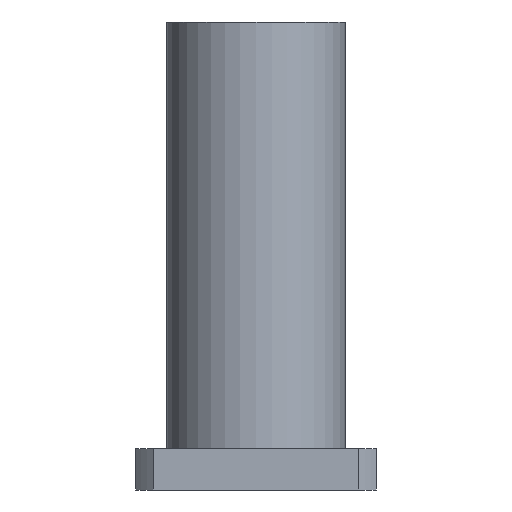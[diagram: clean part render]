
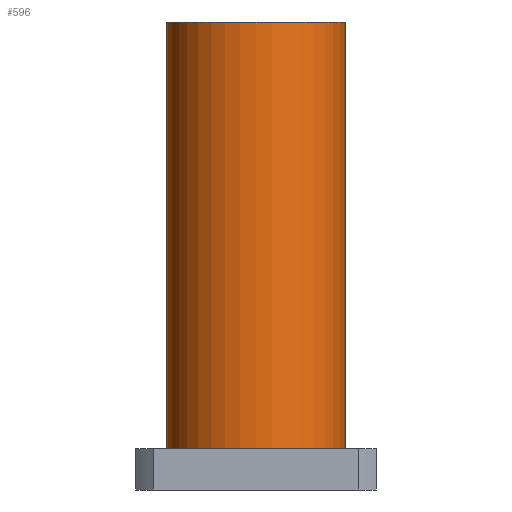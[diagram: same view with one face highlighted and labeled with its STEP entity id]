
A CAD part, front view. The second image highlights one B-rep face of the part: STEP entity #596.
In plain terms, the highlighted cylindrical face has radius 13 mm (diameter 26 mm), a partial arc.
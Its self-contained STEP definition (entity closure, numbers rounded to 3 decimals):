
#45 = DIRECTION ( 'NONE',  ( 1., 0., 0. ) ) ;
#54 = LINE ( 'NONE', #464, #339 ) ;
#77 = VECTOR ( 'NONE', #332, 1000. ) ;
#127 = CIRCLE ( 'NONE', #378, 13. ) ;
#148 = CARTESIAN_POINT ( 'NONE',  ( 0., 0., -28. ) ) ;
#181 = ORIENTED_EDGE ( 'NONE', *, *, #404, .F. ) ;
#194 = AXIS2_PLACEMENT_3D ( 'NONE', #752, #1085, #570 ) ;
#218 = VERTEX_POINT ( 'NONE', #397 ) ;
#289 = CARTESIAN_POINT ( 'NONE',  ( 0., 0., 34. ) ) ;
#295 = EDGE_CURVE ( 'NONE', #382, #1045, #127, .T. ) ;
#304 = CYLINDRICAL_SURFACE ( 'NONE', #194, 13. ) ;
#320 = CARTESIAN_POINT ( 'NONE',  ( -13., 0., -28. ) ) ;
#332 = DIRECTION ( 'NONE',  ( 0., 0., 1. ) ) ;
#339 = VECTOR ( 'NONE', #725, 1000. ) ;
#352 = CARTESIAN_POINT ( 'NONE',  ( 13., 0., 34. ) ) ;
#375 = CIRCLE ( 'NONE', #689, 13. ) ;
#378 = AXIS2_PLACEMENT_3D ( 'NONE', #148, #581, #777 ) ;
#382 = VERTEX_POINT ( 'NONE', #1022 ) ;
#397 = CARTESIAN_POINT ( 'NONE',  ( -13., 0., 34. ) ) ;
#404 = EDGE_CURVE ( 'NONE', #382, #218, #770, .T. ) ;
#458 = FACE_OUTER_BOUND ( 'NONE', #662, .T. ) ;
#464 = CARTESIAN_POINT ( 'NONE',  ( 13., 0., -28. ) ) ;
#489 = VERTEX_POINT ( 'NONE', #352 ) ;
#570 = DIRECTION ( 'NONE',  ( 1., 0., 0. ) ) ;
#581 = DIRECTION ( 'NONE',  ( 0., 0., 1. ) ) ;
#586 = EDGE_CURVE ( 'NONE', #218, #489, #375, .T. ) ;
#596 = ADVANCED_FACE ( 'NONE', ( #458 ), #304, .T. ) ;
#636 = EDGE_CURVE ( 'NONE', #1045, #489, #54, .T. ) ;
#662 = EDGE_LOOP ( 'NONE', ( #181, #1077, #1073, #833 ) ) ;
#689 = AXIS2_PLACEMENT_3D ( 'NONE', #289, #982, #45 ) ;
#725 = DIRECTION ( 'NONE',  ( 0., 0., 1. ) ) ;
#752 = CARTESIAN_POINT ( 'NONE',  ( 0., 0., -28. ) ) ;
#770 = LINE ( 'NONE', #320, #77 ) ;
#777 = DIRECTION ( 'NONE',  ( 1., 0., 0. ) ) ;
#833 = ORIENTED_EDGE ( 'NONE', *, *, #586, .F. ) ;
#982 = DIRECTION ( 'NONE',  ( 0., 0., 1. ) ) ;
#1022 = CARTESIAN_POINT ( 'NONE',  ( -13., 0., -28. ) ) ;
#1045 = VERTEX_POINT ( 'NONE', #1071 ) ;
#1071 = CARTESIAN_POINT ( 'NONE',  ( 13., 0., -28. ) ) ;
#1073 = ORIENTED_EDGE ( 'NONE', *, *, #636, .T. ) ;
#1077 = ORIENTED_EDGE ( 'NONE', *, *, #295, .T. ) ;
#1085 = DIRECTION ( 'NONE',  ( 0., 0., 1. ) ) ;
